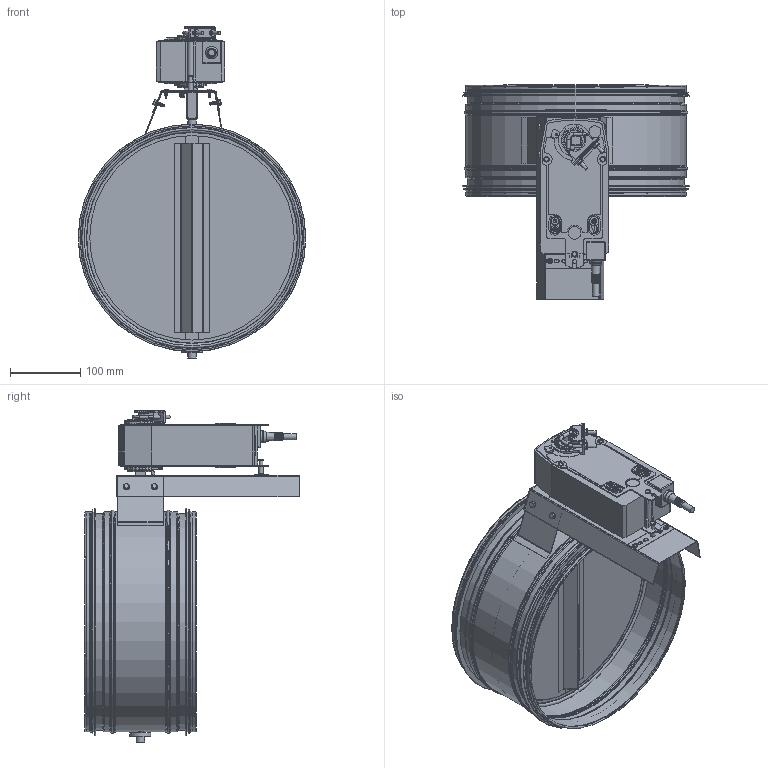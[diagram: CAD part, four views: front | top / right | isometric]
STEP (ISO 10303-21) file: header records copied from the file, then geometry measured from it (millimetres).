
FILE_DESCRIPTION((''),'2;1');
FILE_NAME('HISC-EFB_SF230_315.stp','2014-06-23T07:48:44',(''),(''),'Autodesk Inventor 2013','Autodesk Inventor 2013','');
FILE_SCHEMA(('AUTOMOTIVE_DESIGN { 1 2 10303 214 0 1 1 1 }'));
Length unit declared in the file: millimetre
Products named in the file (30): HISC-EFB_SF230_315; HISochHISC_Rör-08; 999008; Spjällhylla_HISC-E-HIS-E-315; SpjällaxelKort; Cellgummi; Starlock; 116024; Borrskruv_4,2x13; SpjällaxelKort_250-315; Cellgummi_1; Stödprofil-270; Spjällaxel-120; HMH-315-L260; 999317; 90242___8_13-mattssons; SF230A; SF230A-1; SF230A-2; SF230A-3; SF230A-4; SF230A-5; SF230A-6; SF230A-7; SF230A-8; SF230A-9; FästeSpjällmotorSF-Små; 90232___6_10-mattssons; G-list-315; BlindnitmutterM5
Assembly tree (37 placements, depth 3):
  HISC-EFB_SF230_315
    HISochHISC_Rör-08
    999008  x2
    Spjällhylla_HISC-E-HIS-E-315
    SpjällaxelKort
    Cellgummi
    Starlock  x2
    116024
    Borrskruv_4,2x13  x3
    SpjällaxelKort_250-315
    Cellgummi_1
    Stödprofil-270
    Spjällaxel-120
    HMH-315-L260
    999317
    90242___8_13-mattssons  x4
    SF230A
      SF230A-1
      SF230A-2
      SF230A-3
      SF230A-4
      SF230A-5
      SF230A-6
      SF230A-7
      SF230A-8
      SF230A-9
    FästeSpjällmotorSF-Små
    90232___6_10-mattssons  x2
    G-list-315
    BlindnitmutterM5
Bounding box: 324.25 x 305 x 472.9 mm (x, y, z)
Volume: 1459745 mm3; surface area: 910097.7 mm2
Topology: 36 solids, 37 shells, 3544 faces, 9422 edges, 6029 vertices
Faces by surface type: plane 2618, cylinder 464, cone 365, torus 57, bspline 28, sphere 12
Full cylindrical faces by diameter (mm): 1.6 x7, 2.656 x12, 3.291 x28, 3.5 x10, 4 x5, 4.2 x24, 4.567 x1, 5 x9, 6 x2, 6.4 x4, 7 x6, 8 x10, 8.8 x4, 9 x1, 10 x4, 11 x7, 11.7 x2, 12 x2, 17 x1, 18 x2, 21 x2, 22 x2, 30 x2, 36 x1, 40 x1, 291.191 x2, 300 x1, 302 x1, 307.45 x1, 307.61 x1
Entity records: 99984 total; most frequent: CARTESIAN_POINT 20832, ORIENTED_EDGE 16270, DIRECTION 15033, EDGE_CURVE 8135, VECTOR 6941, LINE 6941, VERTEX_POINT 5376, AXIS2_PLACEMENT_3D 4046
